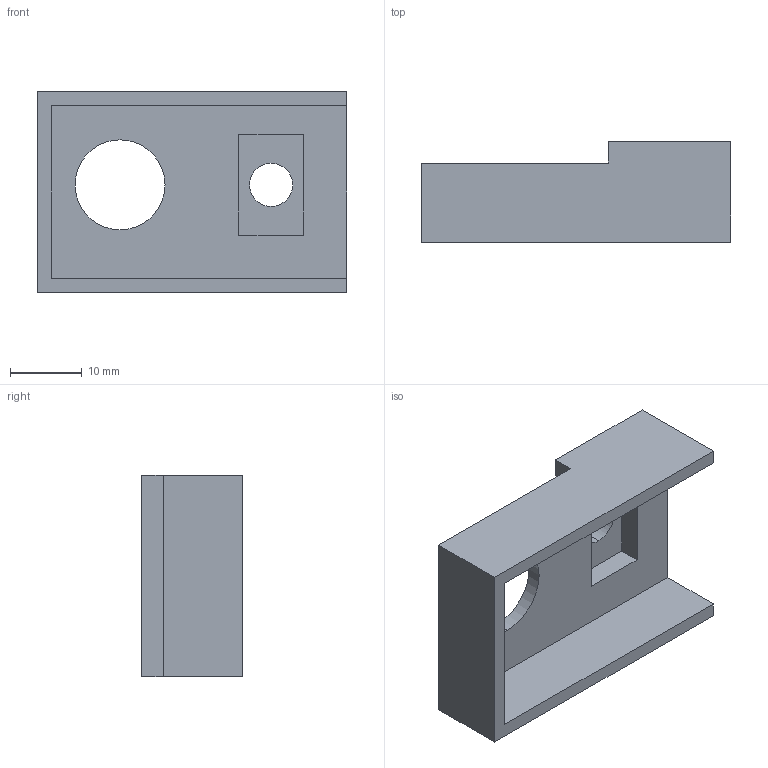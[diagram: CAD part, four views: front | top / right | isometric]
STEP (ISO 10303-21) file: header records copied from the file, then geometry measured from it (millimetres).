
FILE_DESCRIPTION (( 'STEP AP214' ), '1' );
FILE_NAME ('top.STEP', '2023-07-20T17:56:31', ( '' ), ( '' ), 'SwSTEP 2.0', 'SolidWorks 2022', '' );
FILE_SCHEMA (( 'AUTOMOTIVE_DESIGN' ));
Length unit declared in the file: millimetre
Products named in the file (1): top
Bounding box: 43 x 14 x 28 mm (x, y, z)
Volume: 5097.3 mm3; surface area: 5159.3 mm2
Topology: 1 solids, 1 shells, 334 faces, 888 edges, 592 vertices
Faces by surface type: plane 243, bspline 87, cylinder 4
Entity records: 15320 total; most frequent: CARTESIAN_POINT 7542, ORIENTED_EDGE 1776, DIRECTION 1218, EDGE_CURVE 888, VECTOR 706, LINE 706, VERTEX_POINT 592, EDGE_LOOP 374
